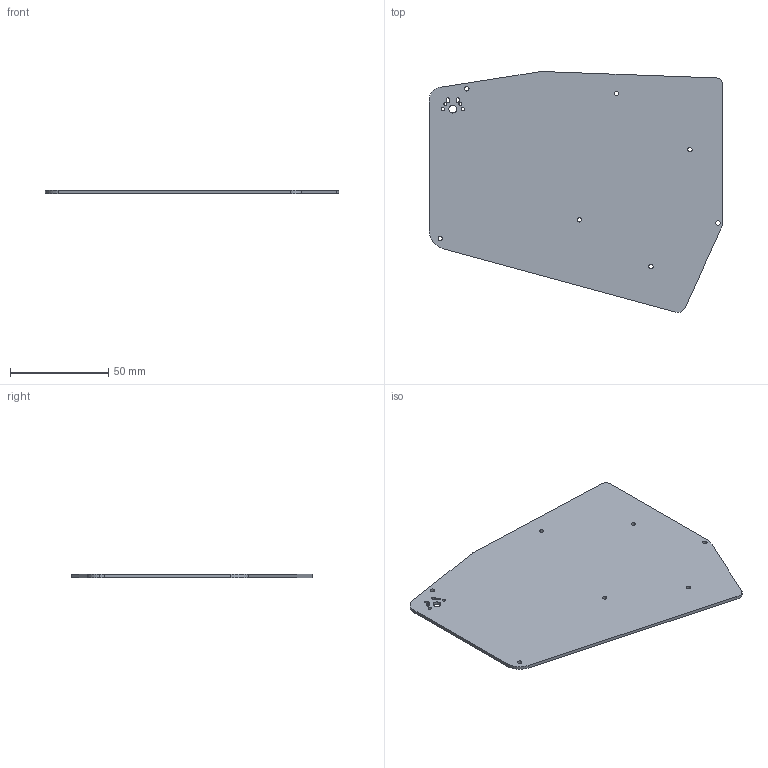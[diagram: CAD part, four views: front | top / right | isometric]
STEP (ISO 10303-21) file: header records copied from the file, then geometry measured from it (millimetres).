
FILE_DESCRIPTION(('KiCad electronic assembly'),'2;1');
FILE_NAME('Gamebuddy STEP.stp','2022-04-06T16:38:52',('An Author'),( 'A Company'),'Open CASCADE STEP processor 6.9', 'KiCad to STEP converter','Unknown');
FILE_SCHEMA(('AUTOMOTIVE_DESIGN { 1 0 10303 214 1 1 1 1 }'));
Length unit declared in the file: millimetre
Products named in the file (2): Open CASCADE STEP translator 6.9 1; COMPOUND
Assembly tree (1 placements, depth 2):
  Open CASCADE STEP translator 6.9 1
    COMPOUND
Bounding box: 149.27 x 122.64 x 1.6 mm (x, y, z)
Volume: 24338.9 mm3; surface area: 31344.5 mm2
Topology: 1 solids, 1 shells, 41 faces, 117 edges, 78 vertices
Faces by surface type: cylinder 32, plane 9
Full cylindrical faces by diameter (mm): 1.47 x2, 1.75 x2, 2.2 x7, 3.988 x1
Entity records: 2977 total; most frequent: CARTESIAN_POINT 494, DIRECTION 479, ORIENTED_EDGE 234, PCURVE 234, DEFINITIONAL_REPRESENTATION 234, LINE 201, VECTOR 201, CIRCLE 128
